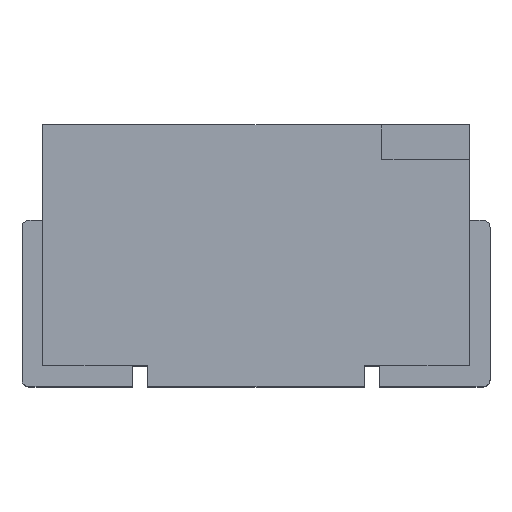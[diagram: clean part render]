
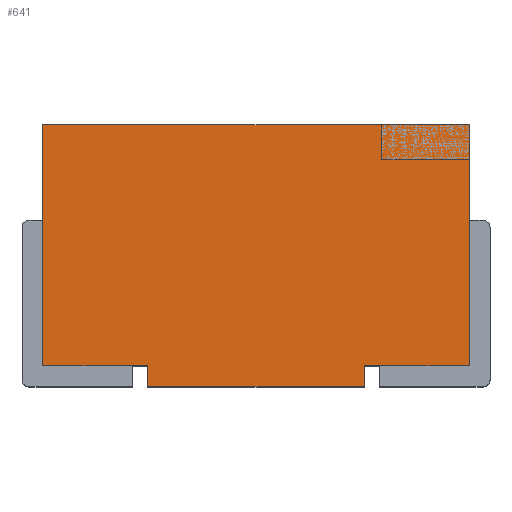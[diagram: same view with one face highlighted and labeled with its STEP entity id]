
A CAD part, top view. The second image highlights one B-rep face of the part: STEP entity #641.
In plain terms, the highlighted planar face has unit normal (0, 0, 1).
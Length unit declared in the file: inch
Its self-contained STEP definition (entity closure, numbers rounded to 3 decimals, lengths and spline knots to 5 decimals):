
#27 = VERTEX_POINT ( 'NONE', #925 ) ;
#42 = LINE ( 'NONE', #868, #480 ) ;
#57 = CARTESIAN_POINT ( 'NONE',  ( -0.06102, 0.0748, 0.05315 ) ) ;
#83 = DIRECTION ( 'NONE',  ( 0., -1., 0. ) ) ;
#139 = CARTESIAN_POINT ( 'NONE',  ( 0.06102, 0.00591, 0.05315 ) ) ;
#159 = LINE ( 'NONE', #303, #819 ) ;
#160 = ORIENTED_EDGE ( 'NONE', *, *, #914, .F. ) ;
#167 = DIRECTION ( 'NONE',  ( 0., 0., -1. ) ) ;
#170 = VECTOR ( 'NONE', #83, 39.37008 ) ;
#181 = CARTESIAN_POINT ( 'NONE',  ( -0.06102, 0.0748, 0.05315 ) ) ;
#205 = VECTOR ( 'NONE', #420, 39.37008 ) ;
#227 = VERTEX_POINT ( 'NONE', #239 ) ;
#239 = CARTESIAN_POINT ( 'NONE',  ( 0.03102, 0., 0.05315 ) ) ;
#259 = ORIENTED_EDGE ( 'NONE', *, *, #894, .T. ) ;
#280 = AXIS2_PLACEMENT_3D ( 'NONE', #181, #167, #707 ) ;
#289 = EDGE_CURVE ( 'NONE', #27, #227, #42, .T. ) ;
#303 = CARTESIAN_POINT ( 'NONE',  ( 0.06102, 0.00591, 0.05315 ) ) ;
#331 = FACE_OUTER_BOUND ( 'NONE', #502, .T. ) ;
#348 = ORIENTED_EDGE ( 'NONE', *, *, #534, .F. ) ;
#358 = ORIENTED_EDGE ( 'NONE', *, *, #289, .T. ) ;
#378 = CARTESIAN_POINT ( 'NONE',  ( 0.03102, 0.00591, 0.05315 ) ) ;
#390 = DIRECTION ( 'NONE',  ( -1., 0., 0. ) ) ;
#394 = LINE ( 'NONE', #57, #170 ) ;
#415 = DIRECTION ( 'NONE',  ( 0., -1., 0. ) ) ;
#420 = DIRECTION ( 'NONE',  ( 1., 0., 0. ) ) ;
#446 = LINE ( 'NONE', #1132, #205 ) ;
#462 = CARTESIAN_POINT ( 'NONE',  ( -0.06102, 0.00591, 0.05315 ) ) ;
#471 = CARTESIAN_POINT ( 'NONE',  ( 0.06102, 0.0748, 0.05315 ) ) ;
#475 = VERTEX_POINT ( 'NONE', #912 ) ;
#480 = VECTOR ( 'NONE', #690, 39.37008 ) ;
#502 = EDGE_LOOP ( 'NONE', ( #358, #348, #1106, #945, #947, #259, #160, #644 ) ) ;
#532 = VERTEX_POINT ( 'NONE', #737 ) ;
#533 = VERTEX_POINT ( 'NONE', #139 ) ;
#534 = EDGE_CURVE ( 'NONE', #614, #227, #888, .T. ) ;
#537 = EDGE_CURVE ( 'NONE', #787, #612, #446, .T. ) ;
#588 = LINE ( 'NONE', #757, #1011 ) ;
#590 = DIRECTION ( 'NONE',  ( 0., -1., 0. ) ) ;
#606 = LINE ( 'NONE', #462, #1076 ) ;
#612 = VERTEX_POINT ( 'NONE', #471 ) ;
#614 = VERTEX_POINT ( 'NONE', #378 ) ;
#641 = ADVANCED_FACE ( 'NONE', ( #331 ), #903, .F. ) ;
#644 = ORIENTED_EDGE ( 'NONE', *, *, #766, .F. ) ;
#660 = VECTOR ( 'NONE', #415, 39.37008 ) ;
#673 = VECTOR ( 'NONE', #973, 39.37008 ) ;
#690 = DIRECTION ( 'NONE',  ( 1., 0., 0. ) ) ;
#695 = CARTESIAN_POINT ( 'NONE',  ( -0.03102, 0., 0.05315 ) ) ;
#707 = DIRECTION ( 'NONE',  ( -1., 0., 0. ) ) ;
#737 = CARTESIAN_POINT ( 'NONE',  ( -0.03102, 0.00591, 0.05315 ) ) ;
#757 = CARTESIAN_POINT ( 'NONE',  ( 0.06102, 0.0748, 0.05315 ) ) ;
#766 = EDGE_CURVE ( 'NONE', #27, #532, #933, .T. ) ;
#787 = VERTEX_POINT ( 'NONE', #881 ) ;
#819 = VECTOR ( 'NONE', #856, 39.37008 ) ;
#826 = CARTESIAN_POINT ( 'NONE',  ( 0.03102, 0., 0.05315 ) ) ;
#856 = DIRECTION ( 'NONE',  ( -1., 0., 0. ) ) ;
#868 = CARTESIAN_POINT ( 'NONE',  ( -0.06102, 0., 0.05315 ) ) ;
#881 = CARTESIAN_POINT ( 'NONE',  ( -0.06102, 0.0748, 0.05315 ) ) ;
#888 = LINE ( 'NONE', #826, #660 ) ;
#894 = EDGE_CURVE ( 'NONE', #787, #475, #394, .T. ) ;
#903 = PLANE ( 'NONE',  #280 ) ;
#912 = CARTESIAN_POINT ( 'NONE',  ( -0.06102, 0.00591, 0.05315 ) ) ;
#914 = EDGE_CURVE ( 'NONE', #532, #475, #606, .T. ) ;
#925 = CARTESIAN_POINT ( 'NONE',  ( -0.03102, 0., 0.05315 ) ) ;
#933 = LINE ( 'NONE', #695, #673 ) ;
#945 = ORIENTED_EDGE ( 'NONE', *, *, #1191, .F. ) ;
#947 = ORIENTED_EDGE ( 'NONE', *, *, #537, .F. ) ;
#973 = DIRECTION ( 'NONE',  ( 0., 1., 0. ) ) ;
#1011 = VECTOR ( 'NONE', #590, 39.37008 ) ;
#1076 = VECTOR ( 'NONE', #390, 39.37008 ) ;
#1106 = ORIENTED_EDGE ( 'NONE', *, *, #1164, .F. ) ;
#1132 = CARTESIAN_POINT ( 'NONE',  ( -0.06102, 0.0748, 0.05315 ) ) ;
#1164 = EDGE_CURVE ( 'NONE', #533, #614, #159, .T. ) ;
#1191 = EDGE_CURVE ( 'NONE', #612, #533, #588, .T. ) ;
